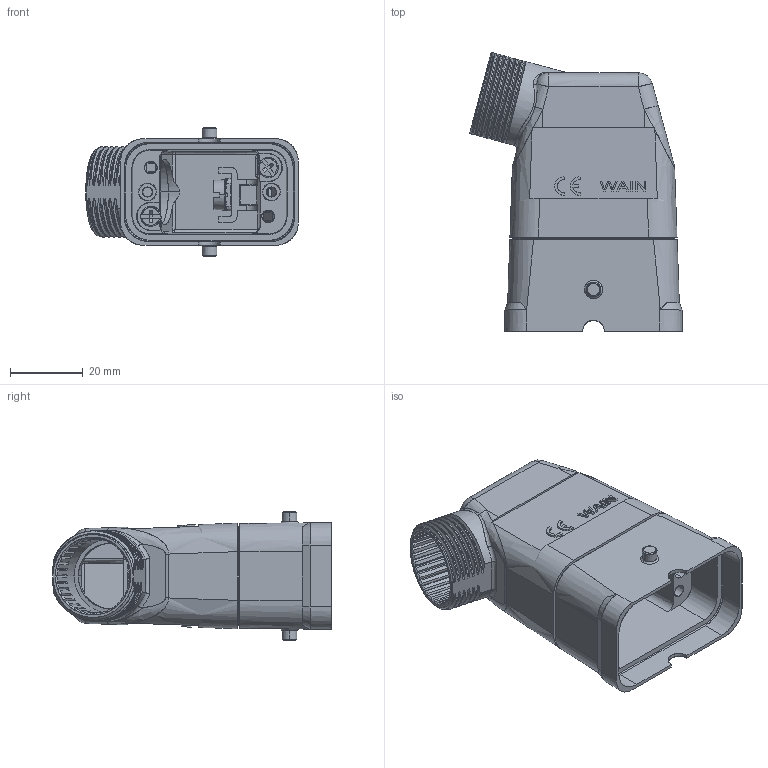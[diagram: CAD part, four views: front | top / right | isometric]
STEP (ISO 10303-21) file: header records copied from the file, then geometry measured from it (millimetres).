
FILE_DESCRIPTION(/* description */ (''),/* implementation_level */ '2;1');
FILE_NAME(/* name */ '3D_1306085105003_EMC.HC-SEH-2B-M25_V1.1.stp',/* time_stamp */ '2023-12-01T16:05:37+08:00',/* author */ (''),/* organization */ (''),/* preprocessor_version */ 'ST-DEVELOPER v18.1',/* originating_system */ 'SIEMENS PLM Software NX 1980',/* authorisation */ '');
FILE_SCHEMA (('AUTOMOTIVE_DESIGN { 1 0 10303 214 3 1 1 1 }'));
Products named in the file (1): 139108606A02yqet
Bounding box: 58.31 x 76.48 x 35.4 mm (x, y, z)
Surface area: 27116.8 mm2 (no closed solid volume)
Topology: 0 solids, 1137 shells, 1137 faces, 6413 edges, 6410 vertices
Faces by surface type: bspline 631, plane 465, sphere 15, torus 14, cylinder 12
Entity records: 135506 total; most frequent: CARTESIAN_POINT 90813, ORIENTED_EDGE 6382, VERTEX_POINT 6382, EDGE_CURVE 6382, B_SPLINE_CURVE_WITH_KNOTS 5059, DIRECTION 2356, LINE 1242, VECTOR 1242
